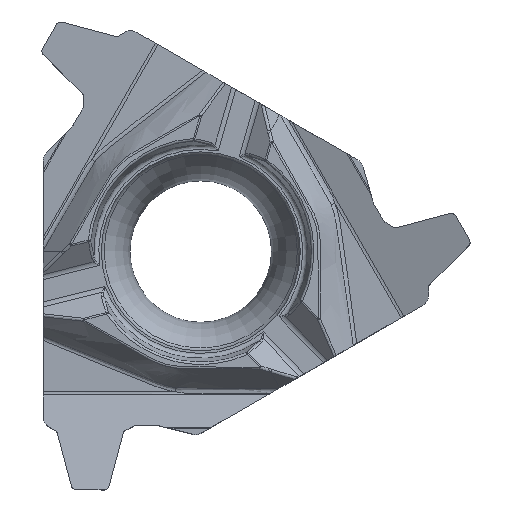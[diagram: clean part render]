
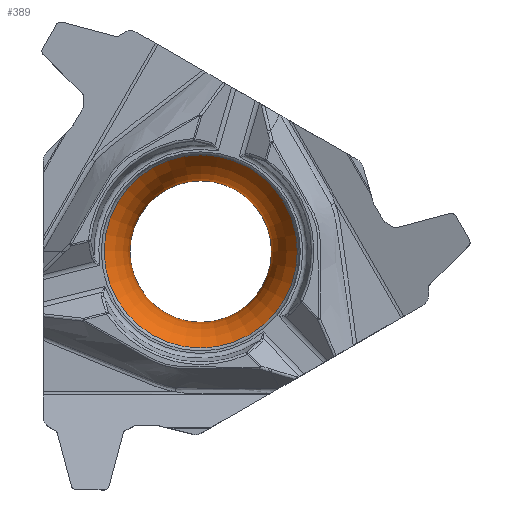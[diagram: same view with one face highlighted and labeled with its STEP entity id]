
A CAD part, top view. The second image highlights one B-rep face of the part: STEP entity #389.
In plain terms, the highlighted toroidal (fillet/blend) face has major radius 7.1 mm and minor radius 4.25 mm.
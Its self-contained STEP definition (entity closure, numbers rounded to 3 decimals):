
#90=TOROIDAL_SURFACE('',#2786,7.1,4.25);
#389=ADVANCED_FACE('',(#544,#545),#90,.T.);
#544=FACE_BOUND('',#603,.T.);
#545=FACE_BOUND('',#604,.T.);
#603=EDGE_LOOP('',(#1128));
#604=EDGE_LOOP('',(#1129));
#741=CIRCLE('',#2782,3.891);
#743=CIRCLE('',#2785,2.85);
#1128=ORIENTED_EDGE('',*,*,#2037,.F.);
#1129=ORIENTED_EDGE('',*,*,#2039,.T.);
#1746=VERTEX_POINT('',#4636);
#1748=VERTEX_POINT('',#4641);
#2037=EDGE_CURVE('',#1746,#1746,#741,.T.);
#2039=EDGE_CURVE('',#1748,#1748,#743,.T.);
#2782=AXIS2_PLACEMENT_3D('',#4635,#3288,#3289);
#2785=AXIS2_PLACEMENT_3D('',#4640,#3294,#3295);
#2786=AXIS2_PLACEMENT_3D('',#4642,#3296,#3297);
#3288=DIRECTION('',(0.,0.,-1.));
#3289=DIRECTION('',(1.,0.,0.));
#3294=DIRECTION('',(0.,0.,-1.));
#3295=DIRECTION('',(1.,0.,0.));
#3296=DIRECTION('',(0.,0.,1.));
#3297=DIRECTION('',(1.,0.,0.));
#4635=CARTESIAN_POINT('',(0.,0.,-0.781));
#4636=CARTESIAN_POINT('',(3.891,0.,-0.781));
#4640=CARTESIAN_POINT('',(0.,0.,-3.567));
#4641=CARTESIAN_POINT('',(2.85,0.,-3.567));
#4642=CARTESIAN_POINT('',(0.,0.,-3.567));
